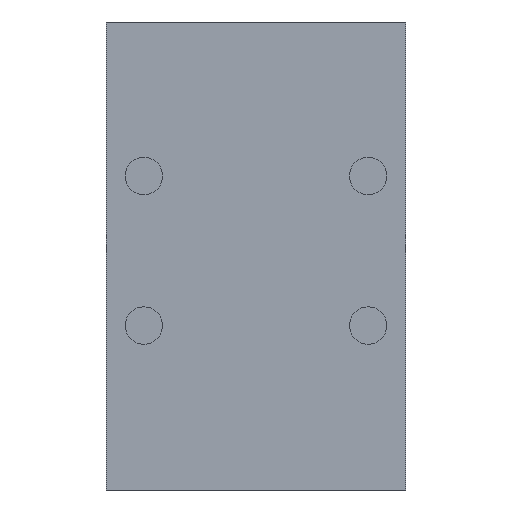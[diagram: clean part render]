
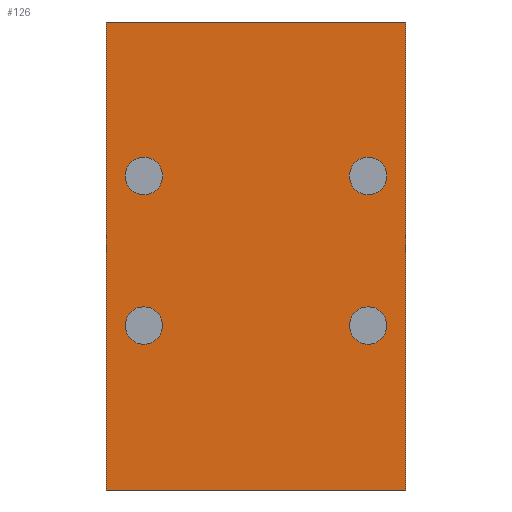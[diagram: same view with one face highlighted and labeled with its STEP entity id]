
A CAD part, front view. The second image highlights one B-rep face of the part: STEP entity #126.
In plain terms, the highlighted planar face has unit normal (0, -1, 0).
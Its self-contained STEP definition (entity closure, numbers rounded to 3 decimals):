
#1 = DIRECTION ( 'NONE',  ( 0., 0., -1. ) ) ;
#5 = FACE_BOUND ( 'NONE', #741, .T. ) ;
#12 = CARTESIAN_POINT ( 'NONE',  ( 0., 0., 31.3 ) ) ;
#17 = CARTESIAN_POINT ( 'NONE',  ( 17.5, 0., 21. ) ) ;
#19 = EDGE_CURVE ( 'NONE', #535, #137, #528, .T. ) ;
#32 = DIRECTION ( 'NONE',  ( 0., 0., -1. ) ) ;
#83 = CIRCLE ( 'NONE', #931, 1.25 ) ;
#90 = DIRECTION ( 'NONE',  ( 1., 0., 0. ) ) ;
#95 = ORIENTED_EDGE ( 'NONE', *, *, #338, .F. ) ;
#99 = DIRECTION ( 'NONE',  ( 0., 0., -1. ) ) ;
#105 = VERTEX_POINT ( 'NONE', #243 ) ;
#116 = CARTESIAN_POINT ( 'NONE',  ( 17.5, 0., 21. ) ) ;
#126 = ADVANCED_FACE ( 'NONE', ( #956, #449, #240, #5, #802 ), #928, .F. ) ;
#128 = CARTESIAN_POINT ( 'NONE',  ( 2.5, 0., 22.25 ) ) ;
#129 = CARTESIAN_POINT ( 'NONE',  ( 0., 0., 0. ) ) ;
#137 = VERTEX_POINT ( 'NONE', #645 ) ;
#155 = EDGE_CURVE ( 'NONE', #625, #232, #854, .T. ) ;
#169 = CARTESIAN_POINT ( 'NONE',  ( 17.5, 0., 11. ) ) ;
#172 = VECTOR ( 'NONE', #1, 1000. ) ;
#176 = EDGE_CURVE ( 'NONE', #379, #710, #299, .T. ) ;
#205 = CARTESIAN_POINT ( 'NONE',  ( 17.5, 0., 11. ) ) ;
#208 = DIRECTION ( 'NONE',  ( 0., -1., 0. ) ) ;
#224 = CIRCLE ( 'NONE', #389, 1.25 ) ;
#232 = VERTEX_POINT ( 'NONE', #352 ) ;
#240 = FACE_BOUND ( 'NONE', #318, .T. ) ;
#243 = CARTESIAN_POINT ( 'NONE',  ( 2.5, 0., 12.25 ) ) ;
#257 = DIRECTION ( 'NONE',  ( 0., 0., -1. ) ) ;
#268 = CARTESIAN_POINT ( 'NONE',  ( 2.5, 0., 9.75 ) ) ;
#281 = ORIENTED_EDGE ( 'NONE', *, *, #880, .F. ) ;
#287 = DIRECTION ( 'NONE',  ( 0., 0., -1. ) ) ;
#291 = ORIENTED_EDGE ( 'NONE', *, *, #657, .F. ) ;
#294 = CARTESIAN_POINT ( 'NONE',  ( 2.5, 0., 11. ) ) ;
#297 = LINE ( 'NONE', #12, #435 ) ;
#299 = CIRCLE ( 'NONE', #860, 1.25 ) ;
#318 = EDGE_LOOP ( 'NONE', ( #486, #95 ) ) ;
#335 = AXIS2_PLACEMENT_3D ( 'NONE', #476, #623, #552 ) ;
#338 = EDGE_CURVE ( 'NONE', #105, #981, #83, .T. ) ;
#346 = DIRECTION ( 'NONE',  ( 0., -1., 0. ) ) ;
#352 = CARTESIAN_POINT ( 'NONE',  ( 17.5, 0., 9.75 ) ) ;
#379 = VERTEX_POINT ( 'NONE', #128 ) ;
#380 = CARTESIAN_POINT ( 'NONE',  ( 20., 0., 0. ) ) ;
#386 = EDGE_CURVE ( 'NONE', #232, #625, #867, .T. ) ;
#389 = AXIS2_PLACEMENT_3D ( 'NONE', #502, #346, #257 ) ;
#404 = ORIENTED_EDGE ( 'NONE', *, *, #833, .F. ) ;
#415 = DIRECTION ( 'NONE',  ( 0., 0., -1. ) ) ;
#435 = VECTOR ( 'NONE', #90, 1000. ) ;
#442 = EDGE_LOOP ( 'NONE', ( #768, #291, #896, #738 ) ) ;
#449 = FACE_BOUND ( 'NONE', #586, .T. ) ;
#454 = CARTESIAN_POINT ( 'NONE',  ( 17.5, 0., 12.25 ) ) ;
#458 = CARTESIAN_POINT ( 'NONE',  ( 0., 0., 0. ) ) ;
#476 = CARTESIAN_POINT ( 'NONE',  ( 2.5, 0., 21. ) ) ;
#482 = DIRECTION ( 'NONE',  ( 0., 1., 0. ) ) ;
#486 = ORIENTED_EDGE ( 'NONE', *, *, #760, .F. ) ;
#502 = CARTESIAN_POINT ( 'NONE',  ( 2.5, 0., 11. ) ) ;
#503 = VERTEX_POINT ( 'NONE', #542 ) ;
#510 = VECTOR ( 'NONE', #691, 1000. ) ;
#518 = ORIENTED_EDGE ( 'NONE', *, *, #386, .F. ) ;
#520 = AXIS2_PLACEMENT_3D ( 'NONE', #169, #711, #99 ) ;
#528 = LINE ( 'NONE', #129, #777 ) ;
#535 = VERTEX_POINT ( 'NONE', #380 ) ;
#542 = CARTESIAN_POINT ( 'NONE',  ( 0., 0., 31.3 ) ) ;
#545 = VERTEX_POINT ( 'NONE', #838 ) ;
#552 = DIRECTION ( 'NONE',  ( 0., 0., -1. ) ) ;
#555 = CARTESIAN_POINT ( 'NONE',  ( 20., 0., 31.3 ) ) ;
#560 = AXIS2_PLACEMENT_3D ( 'NONE', #865, #482, #564 ) ;
#563 = EDGE_CURVE ( 'NONE', #137, #503, #822, .T. ) ;
#564 = DIRECTION ( 'NONE',  ( 0., 0., 1. ) ) ;
#577 = AXIS2_PLACEMENT_3D ( 'NONE', #116, #808, #32 ) ;
#586 = EDGE_LOOP ( 'NONE', ( #518, #851 ) ) ;
#623 = DIRECTION ( 'NONE',  ( 0., -1., 0. ) ) ;
#625 = VERTEX_POINT ( 'NONE', #454 ) ;
#631 = EDGE_CURVE ( 'NONE', #710, #379, #718, .T. ) ;
#645 = CARTESIAN_POINT ( 'NONE',  ( 0., 0., 0. ) ) ;
#657 = EDGE_CURVE ( 'NONE', #728, #535, #731, .T. ) ;
#691 = DIRECTION ( 'NONE',  ( 0., 0., 1. ) ) ;
#702 = CARTESIAN_POINT ( 'NONE',  ( 20., 0., 0. ) ) ;
#707 = CARTESIAN_POINT ( 'NONE',  ( 2.5, 0., 19.75 ) ) ;
#710 = VERTEX_POINT ( 'NONE', #707 ) ;
#711 = DIRECTION ( 'NONE',  ( 0., -1., 0. ) ) ;
#715 = DIRECTION ( 'NONE',  ( 0., -1., 0. ) ) ;
#718 = CIRCLE ( 'NONE', #335, 1.25 ) ;
#728 = VERTEX_POINT ( 'NONE', #555 ) ;
#731 = LINE ( 'NONE', #702, #172 ) ;
#735 = CARTESIAN_POINT ( 'NONE',  ( 17.5, 0., 22.25 ) ) ;
#738 = ORIENTED_EDGE ( 'NONE', *, *, #563, .F. ) ;
#739 = EDGE_CURVE ( 'NONE', #503, #728, #297, .T. ) ;
#741 = EDGE_LOOP ( 'NONE', ( #830, #805 ) ) ;
#760 = EDGE_CURVE ( 'NONE', #981, #105, #224, .T. ) ;
#768 = ORIENTED_EDGE ( 'NONE', *, *, #19, .F. ) ;
#777 = VECTOR ( 'NONE', #963, 1000. ) ;
#787 = DIRECTION ( 'NONE',  ( 0., 0., -1. ) ) ;
#788 = DIRECTION ( 'NONE',  ( 0., -1., 0. ) ) ;
#802 = FACE_BOUND ( 'NONE', #961, .T. ) ;
#805 = ORIENTED_EDGE ( 'NONE', *, *, #176, .F. ) ;
#808 = DIRECTION ( 'NONE',  ( 0., -1., 0. ) ) ;
#822 = LINE ( 'NONE', #458, #510 ) ;
#830 = ORIENTED_EDGE ( 'NONE', *, *, #631, .F. ) ;
#833 = EDGE_CURVE ( 'NONE', #545, #960, #972, .T. ) ;
#838 = CARTESIAN_POINT ( 'NONE',  ( 17.5, 0., 19.75 ) ) ;
#844 = AXIS2_PLACEMENT_3D ( 'NONE', #17, #715, #787 ) ;
#851 = ORIENTED_EDGE ( 'NONE', *, *, #155, .F. ) ;
#854 = CIRCLE ( 'NONE', #520, 1.25 ) ;
#858 = CARTESIAN_POINT ( 'NONE',  ( 2.5, 0., 21. ) ) ;
#860 = AXIS2_PLACEMENT_3D ( 'NONE', #858, #788, #415 ) ;
#865 = CARTESIAN_POINT ( 'NONE',  ( 0., 0., 0. ) ) ;
#867 = CIRCLE ( 'NONE', #976, 1.25 ) ;
#880 = EDGE_CURVE ( 'NONE', #960, #545, #904, .T. ) ;
#896 = ORIENTED_EDGE ( 'NONE', *, *, #739, .F. ) ;
#897 = DIRECTION ( 'NONE',  ( 0., 0., -1. ) ) ;
#904 = CIRCLE ( 'NONE', #577, 1.25 ) ;
#928 = PLANE ( 'NONE',  #560 ) ;
#931 = AXIS2_PLACEMENT_3D ( 'NONE', #294, #959, #897 ) ;
#956 = FACE_OUTER_BOUND ( 'NONE', #442, .T. ) ;
#959 = DIRECTION ( 'NONE',  ( 0., -1., 0. ) ) ;
#960 = VERTEX_POINT ( 'NONE', #735 ) ;
#961 = EDGE_LOOP ( 'NONE', ( #404, #281 ) ) ;
#963 = DIRECTION ( 'NONE',  ( -1., 0., 0. ) ) ;
#972 = CIRCLE ( 'NONE', #844, 1.25 ) ;
#976 = AXIS2_PLACEMENT_3D ( 'NONE', #205, #208, #287 ) ;
#981 = VERTEX_POINT ( 'NONE', #268 ) ;
